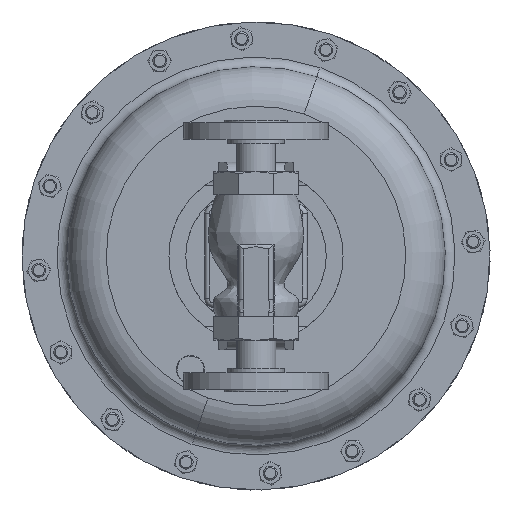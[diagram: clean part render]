
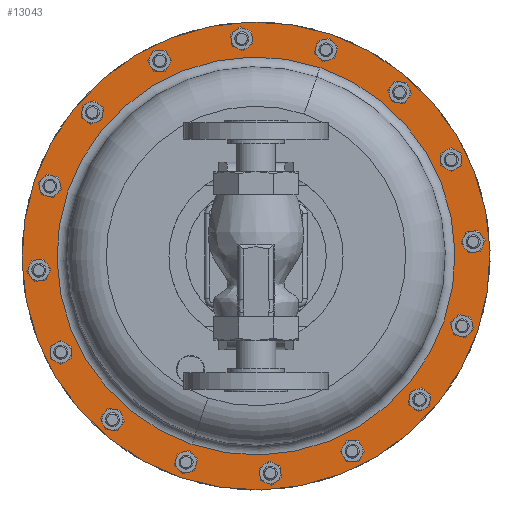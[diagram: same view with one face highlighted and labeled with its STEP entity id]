
A CAD part, front view. The second image highlights one B-rep face of the part: STEP entity #13043.
In plain terms, the highlighted planar face has unit normal (0, -1, 0).
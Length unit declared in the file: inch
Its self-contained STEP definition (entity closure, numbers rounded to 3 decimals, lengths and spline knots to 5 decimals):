
#1252 = CARTESIAN_POINT ( 'NONE',  ( 1.70845, 9.4, 2.78293 ) ) ;
#2235 = ORIENTED_EDGE ( 'NONE', *, *, #4598, .F. ) ;
#2526 = FACE_OUTER_BOUND ( 'NONE', #13236, .T. ) ;
#2530 = ORIENTED_EDGE ( 'NONE', *, *, #29741, .T. ) ;
#4256 = PLANE ( 'NONE',  #7929 ) ;
#4598 = EDGE_CURVE ( 'NONE', #23628, #24016, #9459, .T. ) ;
#5106 = ORIENTED_EDGE ( 'NONE', *, *, #23025, .T. ) ;
#6453 = AXIS2_PLACEMENT_3D ( 'NONE', #27543, #12682, #30043 ) ;
#7056 = VERTEX_POINT ( 'NONE', #1252 ) ;
#7929 = AXIS2_PLACEMENT_3D ( 'NONE', #14113, #29086, #14213 ) ;
#9046 = CIRCLE ( 'NONE', #16507, 6.25 ) ;
#9459 = CIRCLE ( 'NONE', #22870, 6.25 ) ;
#10926 = AXIS2_PLACEMENT_3D ( 'NONE', #29164, #14288, #31649 ) ;
#10948 = EDGE_LOOP ( 'NONE', ( #5106, #2530 ) ) ;
#11115 = DIRECTION ( 'NONE',  ( 0., 1., 0. ) ) ;
#12682 = DIRECTION ( 'NONE',  ( 0., 1., 0. ) ) ;
#13043 = ADVANCED_FACE ( 'NONE', ( #28162, #2526 ), #4256, .T. ) ;
#13236 = EDGE_LOOP ( 'NONE', ( #2235, #31142 ) ) ;
#14113 = CARTESIAN_POINT ( 'NONE',  ( -5.91831, 9.4, -0.241 ) ) ;
#14213 = DIRECTION ( 'NONE',  ( 0.321, 0., 0.947 ) ) ;
#14287 = DIRECTION ( 'NONE',  ( 0., 1., 0. ) ) ;
#14288 = DIRECTION ( 'NONE',  ( 0., 1., 0. ) ) ;
#16202 = CIRCLE ( 'NONE', #6453, 5.315 ) ;
#16293 = CARTESIAN_POINT ( 'NONE',  ( -1.70845, 9.4, -7.28293 ) ) ;
#16507 = AXIS2_PLACEMENT_3D ( 'NONE', #25973, #11115, #28482 ) ;
#18442 = EDGE_CURVE ( 'NONE', #24016, #23628, #9046, .T. ) ;
#19445 = VERTEX_POINT ( 'NONE', #16293 ) ;
#20244 = CARTESIAN_POINT ( 'NONE',  ( -2.009, 9.4, -8.16831 ) ) ;
#22870 = AXIS2_PLACEMENT_3D ( 'NONE', #29162, #14287, #31646 ) ;
#23025 = EDGE_CURVE ( 'NONE', #19445, #7056, #16202, .T. ) ;
#23628 = VERTEX_POINT ( 'NONE', #20244 ) ;
#24016 = VERTEX_POINT ( 'NONE', #31090 ) ;
#25973 = CARTESIAN_POINT ( 'NONE',  ( 0., 9.4, -2.25 ) ) ;
#27147 = CIRCLE ( 'NONE', #10926, 5.315 ) ;
#27543 = CARTESIAN_POINT ( 'NONE',  ( 0., 9.4, -2.25 ) ) ;
#28162 = FACE_BOUND ( 'NONE', #10948, .T. ) ;
#28482 = DIRECTION ( 'NONE',  ( -0.321, 0., -0.947 ) ) ;
#29086 = DIRECTION ( 'NONE',  ( 0., -1., 0. ) ) ;
#29162 = CARTESIAN_POINT ( 'NONE',  ( 0., 9.4, -2.25 ) ) ;
#29164 = CARTESIAN_POINT ( 'NONE',  ( 0., 9.4, -2.25 ) ) ;
#29741 = EDGE_CURVE ( 'NONE', #7056, #19445, #27147, .T. ) ;
#30043 = DIRECTION ( 'NONE',  ( -0.321, 0., -0.947 ) ) ;
#31090 = CARTESIAN_POINT ( 'NONE',  ( 2.009, 9.4, 3.66831 ) ) ;
#31142 = ORIENTED_EDGE ( 'NONE', *, *, #18442, .F. ) ;
#31646 = DIRECTION ( 'NONE',  ( -0.321, 0., -0.947 ) ) ;
#31649 = DIRECTION ( 'NONE',  ( -0.321, 0., -0.947 ) ) ;
